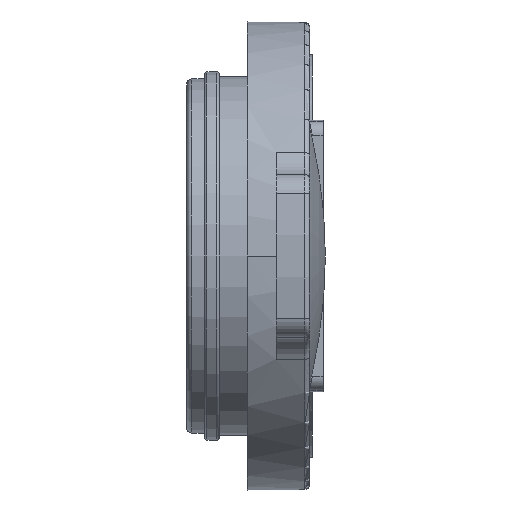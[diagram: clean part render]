
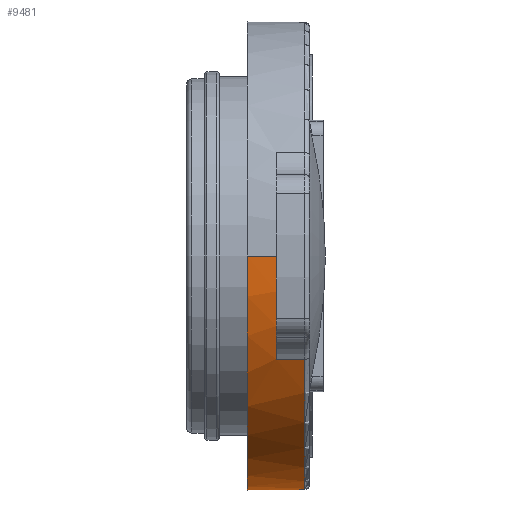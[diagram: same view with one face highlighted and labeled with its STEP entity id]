
A CAD part, front view. The second image highlights one B-rep face of the part: STEP entity #9481.
In plain terms, the highlighted cylindrical face has radius 38.481 mm (diameter 76.962 mm), a partial arc.
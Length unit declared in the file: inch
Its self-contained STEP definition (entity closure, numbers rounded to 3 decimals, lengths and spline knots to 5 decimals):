
#282 = CARTESIAN_POINT ( 'NONE',  ( 1.95503, 1.35987, -0.66782 ) ) ;
#666 = VERTEX_POINT ( 'NONE', #50491 ) ;
#1547 = AXIS2_PLACEMENT_3D ( 'NONE', #12443, #4213, #44205 ) ;
#1964 = DIRECTION ( 'NONE',  ( 1., 0., 0. ) ) ;
#1985 = CARTESIAN_POINT ( 'NONE',  ( 1.76703, 1.515, 0. ) ) ;
#3034 = VERTEX_POINT ( 'NONE', #10858 ) ;
#3643 = LINE ( 'NONE', #52658, #38989 ) ;
#4213 = DIRECTION ( 'NONE',  ( -1., 0., 0. ) ) ;
#4970 = EDGE_CURVE ( 'NONE', #30827, #36569, #21043, .T. ) ;
#5558 = DIRECTION ( 'NONE',  ( 1., 0., 0. ) ) ;
#5865 = DIRECTION ( 'NONE',  ( -1., 0., 0. ) ) ;
#6861 = DIRECTION ( 'NONE',  ( 0., 0.898, -0.441 ) ) ;
#7587 = CIRCLE ( 'NONE', #18631, 1.515 ) ;
#7720 = ORIENTED_EDGE ( 'NONE', *, *, #43431, .T. ) ;
#8175 = VECTOR ( 'NONE', #28514, 39.37008 ) ;
#8188 = EDGE_CURVE ( 'NONE', #15049, #666, #10383, .T. ) ;
#8823 = LINE ( 'NONE', #12537, #8175 ) ;
#9481 = ADVANCED_FACE ( 'NONE', ( #20278 ), #45655, .T. ) ;
#9789 = VERTEX_POINT ( 'NONE', #282 ) ;
#10383 = LINE ( 'NONE', #38929, #43415 ) ;
#10583 = CARTESIAN_POINT ( 'NONE',  ( 1.95503, 0., 0. ) ) ;
#10858 = CARTESIAN_POINT ( 'NONE',  ( 2.14203, 1.515, 0. ) ) ;
#11190 = ORIENTED_EDGE ( 'NONE', *, *, #20980, .T. ) ;
#11595 = AXIS2_PLACEMENT_3D ( 'NONE', #19279, #35572, #19546 ) ;
#11657 = CARTESIAN_POINT ( 'NONE',  ( 1.95503, 1.515, 0. ) ) ;
#12055 = DIRECTION ( 'NONE',  ( 0., -1., 0. ) ) ;
#12443 = CARTESIAN_POINT ( 'NONE',  ( 2.14203, 0., 0. ) ) ;
#12537 = CARTESIAN_POINT ( 'NONE',  ( 2.08003, 1.35987, -0.66782 ) ) ;
#13224 = CIRCLE ( 'NONE', #43050, 1.515 ) ;
#14585 = ORIENTED_EDGE ( 'NONE', *, *, #42797, .T. ) ;
#15049 = VERTEX_POINT ( 'NONE', #47192 ) ;
#15259 = CARTESIAN_POINT ( 'NONE',  ( 1.76703, 0., 0. ) ) ;
#15953 = ORIENTED_EDGE ( 'NONE', *, *, #4970, .F. ) ;
#17729 = CARTESIAN_POINT ( 'NONE',  ( 2.08003, 1.35987, -0.66782 ) ) ;
#18631 = AXIS2_PLACEMENT_3D ( 'NONE', #15259, #39568, #22209 ) ;
#19279 = CARTESIAN_POINT ( 'NONE',  ( 1.95503, 0., 0. ) ) ;
#19546 = DIRECTION ( 'NONE',  ( 0., -1., 0. ) ) ;
#20278 = FACE_OUTER_BOUND ( 'NONE', #27977, .T. ) ;
#20397 = EDGE_CURVE ( 'NONE', #39243, #3034, #25785, .T. ) ;
#20980 = EDGE_CURVE ( 'NONE', #46223, #39243, #40005, .T. ) ;
#21043 = LINE ( 'NONE', #45897, #34074 ) ;
#21609 = EDGE_CURVE ( 'NONE', #46223, #9789, #8823, .T. ) ;
#21766 = CIRCLE ( 'NONE', #11595, 1.515 ) ;
#22209 = DIRECTION ( 'NONE',  ( 0., 1., 0. ) ) ;
#22436 = CARTESIAN_POINT ( 'NONE',  ( 2.08003, 0., 0. ) ) ;
#23614 = ORIENTED_EDGE ( 'NONE', *, *, #20397, .T. ) ;
#24205 = ORIENTED_EDGE ( 'NONE', *, *, #8188, .T. ) ;
#25348 = CARTESIAN_POINT ( 'NONE',  ( 1.75765, 0., 0. ) ) ;
#25785 = LINE ( 'NONE', #42096, #46881 ) ;
#26237 = EDGE_CURVE ( 'NONE', #9789, #34332, #13224, .T. ) ;
#27977 = EDGE_LOOP ( 'NONE', ( #15953, #46257, #14585, #32835, #50757, #11190, #23614, #7720, #24205, #36707 ) ) ;
#28514 = DIRECTION ( 'NONE',  ( -1., 0., 0. ) ) ;
#29337 = DIRECTION ( 'NONE',  ( 1., 0., 0. ) ) ;
#30827 = VERTEX_POINT ( 'NONE', #41533 ) ;
#32835 = ORIENTED_EDGE ( 'NONE', *, *, #26237, .F. ) ;
#32837 = DIRECTION ( 'NONE',  ( 1., 0., 0. ) ) ;
#34074 = VECTOR ( 'NONE', #29337, 39.37008 ) ;
#34332 = VERTEX_POINT ( 'NONE', #11657 ) ;
#34890 = CARTESIAN_POINT ( 'NONE',  ( 2.08003, 1.515, 0. ) ) ;
#35572 = DIRECTION ( 'NONE',  ( 1., 0., 0. ) ) ;
#36569 = VERTEX_POINT ( 'NONE', #50397 ) ;
#36707 = ORIENTED_EDGE ( 'NONE', *, *, #48547, .F. ) ;
#38929 = CARTESIAN_POINT ( 'NONE',  ( 2.14203, -1.35987, -0.66782 ) ) ;
#38989 = VECTOR ( 'NONE', #48934, 39.37008 ) ;
#39243 = VERTEX_POINT ( 'NONE', #34890 ) ;
#39568 = DIRECTION ( 'NONE',  ( -1., 0., 0. ) ) ;
#40005 = CIRCLE ( 'NONE', #47629, 1.515 ) ;
#41533 = CARTESIAN_POINT ( 'NONE',  ( 1.76703, -1.515, 0. ) ) ;
#41659 = AXIS2_PLACEMENT_3D ( 'NONE', #25348, #32837, #12055 ) ;
#42096 = CARTESIAN_POINT ( 'NONE',  ( 2.08003, 1.515, 0. ) ) ;
#42797 = EDGE_CURVE ( 'NONE', #51167, #34332, #3643, .T. ) ;
#43050 = AXIS2_PLACEMENT_3D ( 'NONE', #10583, #51116, #6861 ) ;
#43415 = VECTOR ( 'NONE', #5865, 39.37008 ) ;
#43431 = EDGE_CURVE ( 'NONE', #3034, #15049, #47506, .T. ) ;
#44205 = DIRECTION ( 'NONE',  ( 0., 1., 0. ) ) ;
#44651 = EDGE_CURVE ( 'NONE', #51167, #30827, #7587, .T. ) ;
#45655 = CYLINDRICAL_SURFACE ( 'NONE', #41659, 1.515 ) ;
#45897 = CARTESIAN_POINT ( 'NONE',  ( 1.76703, -1.515, 0. ) ) ;
#46223 = VERTEX_POINT ( 'NONE', #17729 ) ;
#46257 = ORIENTED_EDGE ( 'NONE', *, *, #44651, .F. ) ;
#46881 = VECTOR ( 'NONE', #5558, 39.37008 ) ;
#47192 = CARTESIAN_POINT ( 'NONE',  ( 2.14203, -1.35987, -0.66782 ) ) ;
#47506 = CIRCLE ( 'NONE', #1547, 1.515 ) ;
#47629 = AXIS2_PLACEMENT_3D ( 'NONE', #22436, #1964, #51269 ) ;
#48547 = EDGE_CURVE ( 'NONE', #36569, #666, #21766, .T. ) ;
#48934 = DIRECTION ( 'NONE',  ( 1., 0., 0. ) ) ;
#50397 = CARTESIAN_POINT ( 'NONE',  ( 1.95503, -1.515, 0. ) ) ;
#50491 = CARTESIAN_POINT ( 'NONE',  ( 1.95503, -1.35987, -0.66782 ) ) ;
#50757 = ORIENTED_EDGE ( 'NONE', *, *, #21609, .F. ) ;
#51116 = DIRECTION ( 'NONE',  ( 1., 0., 0. ) ) ;
#51167 = VERTEX_POINT ( 'NONE', #1985 ) ;
#51269 = DIRECTION ( 'NONE',  ( 0., 0.898, -0.441 ) ) ;
#52658 = CARTESIAN_POINT ( 'NONE',  ( 1.76703, 1.515, 0. ) ) ;
